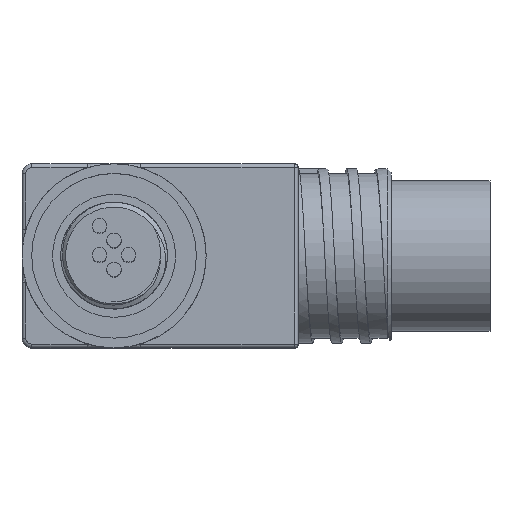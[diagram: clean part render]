
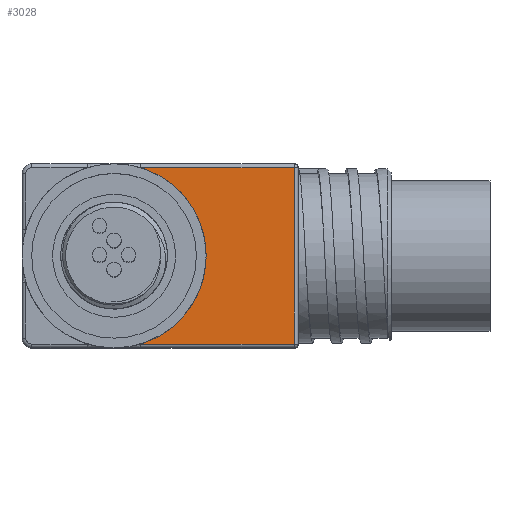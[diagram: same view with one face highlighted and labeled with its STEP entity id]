
A CAD part, top view. The second image highlights one B-rep face of the part: STEP entity #3028.
In plain terms, the highlighted planar face has unit normal (0, 0, 1).
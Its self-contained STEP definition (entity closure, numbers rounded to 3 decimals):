
#130=CIRCLE($,#3222,9.5);
#498=FACE_OUTER_BOUND($,#697,.T.);
#697=EDGE_LOOP($,(#2614,#2615,#2616,#2617));
#925=LINE($,#8083,#1150);
#928=LINE($,#8097,#1153);
#935=LINE($,#8126,#1160);
#1150=VECTOR($,#3696,15.872);
#1153=VECTOR($,#3711,15.872);
#1160=VECTOR($,#3746,18.2);
#1413=VERTEX_POINT($,#8076);
#1415=VERTEX_POINT($,#8081);
#1416=VERTEX_POINT($,#8086);
#1419=VERTEX_POINT($,#8093);
#1794=EDGE_CURVE($,#1415,#1413,#925,.T.);
#1801=EDGE_CURVE($,#1416,#1419,#928,.T.);
#1816=EDGE_CURVE($,#1413,#1416,#935,.T.);
#1855=EDGE_CURVE($,#1415,#1419,#130,.T.);
#2614=ORIENTED_EDGE($,*,*,#1801,.F.);
#2615=ORIENTED_EDGE($,*,*,#1816,.F.);
#2616=ORIENTED_EDGE($,*,*,#1794,.F.);
#2617=ORIENTED_EDGE($,*,*,#1855,.T.);
#2784=PLANE($,#3221);
#3028=ADVANCED_FACE($,(#498),#2784,.T.);
#3221=AXIS2_PLACEMENT_3D($,#8386,#3814,#3815);
#3222=AXIS2_PLACEMENT_3D($,#8387,#3816,#3817);
#3696=DIRECTION($,(1.,0.,0.));
#3711=DIRECTION($,(-1.,0.,0.));
#3746=DIRECTION($,(0.,-1.,0.));
#3814=DIRECTION('center_axis',(0.,0.,1.));
#3815=DIRECTION('ref_axis',(1.,0.,0.));
#3816=DIRECTION('center_axis',(0.,0.,-1.));
#3817=DIRECTION('ref_axis',(-1.,0.,0.));
#8076=CARTESIAN_POINT('',(18.6,9.1,0.));
#8081=CARTESIAN_POINT('',(2.728,9.1,0.));
#8083=CARTESIAN_POINT($,(11.875,9.1,0.));
#8086=CARTESIAN_POINT('',(18.6,-9.1,0.));
#8093=CARTESIAN_POINT('',(2.728,-9.1,0.));
#8097=CARTESIAN_POINT($,(-2.375,-9.1,0.));
#8126=CARTESIAN_POINT($,(18.6,-4.75,0.));
#8386=CARTESIAN_POINT('Origin',(4.75,0.,0.));
#8387=CARTESIAN_POINT('Origin',(0.,0.,0.));
